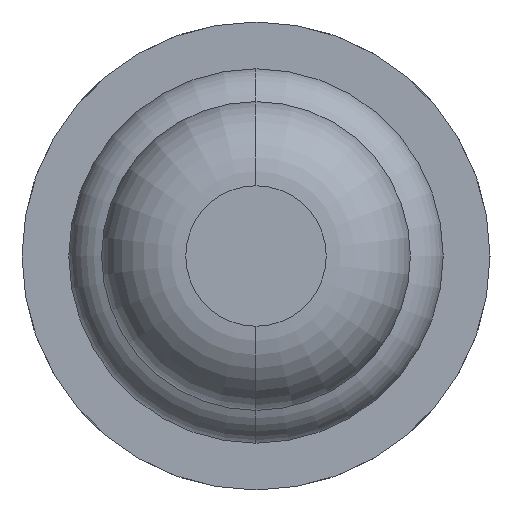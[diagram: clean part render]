
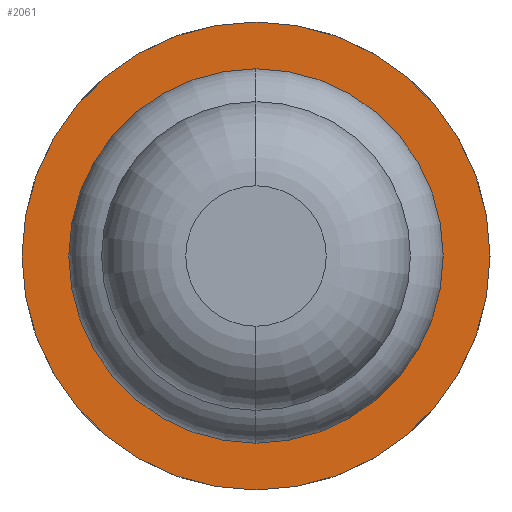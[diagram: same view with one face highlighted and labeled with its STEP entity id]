
A CAD part, front view. The second image highlights one B-rep face of the part: STEP entity #2061.
In plain terms, the highlighted planar face has unit normal (0, -1, 0).
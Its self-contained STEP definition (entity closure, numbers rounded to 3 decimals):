
#227 = FACE_BOUND ( 'NONE', #692, .T. ) ;
#230 = EDGE_LOOP ( 'NONE', ( #1813, #1907 ) ) ;
#318 = AXIS2_PLACEMENT_3D ( 'NONE', #927, #2035, #1328 ) ;
#394 = CARTESIAN_POINT ( 'NONE',  ( 0., 5.3, 0. ) ) ;
#458 = EDGE_CURVE ( 'Defeature ausgef�hrt1_16+Defeature ausgef�hrt1_15+Defeature ausgef�hrt1_15+Defeature ausgef�hrt1_15', #2981, #1203, #4358, .T. ) ;
#460 = DIRECTION ( 'NONE',  ( 0., -1., 0. ) ) ;
#489 = CIRCLE ( 'NONE', #4386, 0.5 ) ;
#518 = CARTESIAN_POINT ( 'NONE',  ( 0., 5.3, 0.5 ) ) ;
#692 = EDGE_LOOP ( 'NONE', ( #1322, #3274 ) ) ;
#791 = AXIS2_PLACEMENT_3D ( 'NONE', #2004, #4455, #3497 ) ;
#927 = CARTESIAN_POINT ( 'NONE',  ( 0., 5.3, 0. ) ) ;
#956 = CARTESIAN_POINT ( 'NONE',  ( 0., 5.3, 0. ) ) ;
#1174 = DIRECTION ( 'NONE',  ( 0., 0., -1. ) ) ;
#1203 = VERTEX_POINT ( 'NONE', #1861 ) ;
#1253 = EDGE_CURVE ( 'Defeature ausgef�hrt1_0+Defeature ausgef�hrt1_16+Defeature ausgef�hrt1_16+Defeature ausgef�hrt1_16', #1650, #4250, #3414, .T. ) ;
#1306 = DIRECTION ( 'NONE',  ( 0., 0., -1. ) ) ;
#1322 = ORIENTED_EDGE ( 'NONE', *, *, #1253, .F. ) ;
#1328 = DIRECTION ( 'NONE',  ( 0., 0., -1. ) ) ;
#1418 = DIRECTION ( 'NONE',  ( 0., -1., 0. ) ) ;
#1619 = DIRECTION ( 'NONE',  ( 0., -1., 0. ) ) ;
#1650 = VERTEX_POINT ( 'NONE', #3844 ) ;
#1676 = AXIS2_PLACEMENT_3D ( 'NONE', #2525, #460, #1174 ) ;
#1813 = ORIENTED_EDGE ( 'NONE', *, *, #458, .T. ) ;
#1861 = CARTESIAN_POINT ( 'NONE',  ( 0., 5.3, 1.25 ) ) ;
#1907 = ORIENTED_EDGE ( 'NONE', *, *, #3106, .T. ) ;
#2004 = CARTESIAN_POINT ( 'NONE',  ( 0.5, 5.3, 0. ) ) ;
#2035 = DIRECTION ( 'NONE',  ( 0., -1., 0. ) ) ;
#2061 = ADVANCED_FACE ( 'Defeature ausgef�hrt1_16', ( #2499, #227 ), #4111, .T. ) ;
#2142 = AXIS2_PLACEMENT_3D ( 'NONE', #394, #1418, #4203 ) ;
#2499 = FACE_OUTER_BOUND ( 'NONE', #230, .T. ) ;
#2525 = CARTESIAN_POINT ( 'NONE',  ( 0., 5.3, 0. ) ) ;
#2981 = VERTEX_POINT ( 'NONE', #3452 ) ;
#3106 = EDGE_CURVE ( 'Defeature ausgef�hrt1_16+Defeature ausgef�hrt1_15+Defeature ausgef�hrt1_15+Defeature ausgef�hrt1_15', #1203, #2981, #3402, .T. ) ;
#3274 = ORIENTED_EDGE ( 'NONE', *, *, #3378, .F. ) ;
#3378 = EDGE_CURVE ( 'Defeature ausgef�hrt1_0+Defeature ausgef�hrt1_16+Defeature ausgef�hrt1_16+Defeature ausgef�hrt1_16', #4250, #1650, #489, .T. ) ;
#3402 = CIRCLE ( 'NONE', #2142, 1.25 ) ;
#3414 = CIRCLE ( 'NONE', #1676, 0.5 ) ;
#3452 = CARTESIAN_POINT ( 'NONE',  ( 0., 5.3, -1.25 ) ) ;
#3497 = DIRECTION ( 'NONE',  ( 0., 0., -1. ) ) ;
#3844 = CARTESIAN_POINT ( 'NONE',  ( 0., 5.3, -0.5 ) ) ;
#4111 = PLANE ( 'NONE',  #791 ) ;
#4203 = DIRECTION ( 'NONE',  ( 0., 0., -1. ) ) ;
#4250 = VERTEX_POINT ( 'NONE', #518 ) ;
#4358 = CIRCLE ( 'NONE', #318, 1.25 ) ;
#4386 = AXIS2_PLACEMENT_3D ( 'NONE', #956, #1619, #1306 ) ;
#4455 = DIRECTION ( 'NONE',  ( 0., -1., 0. ) ) ;
